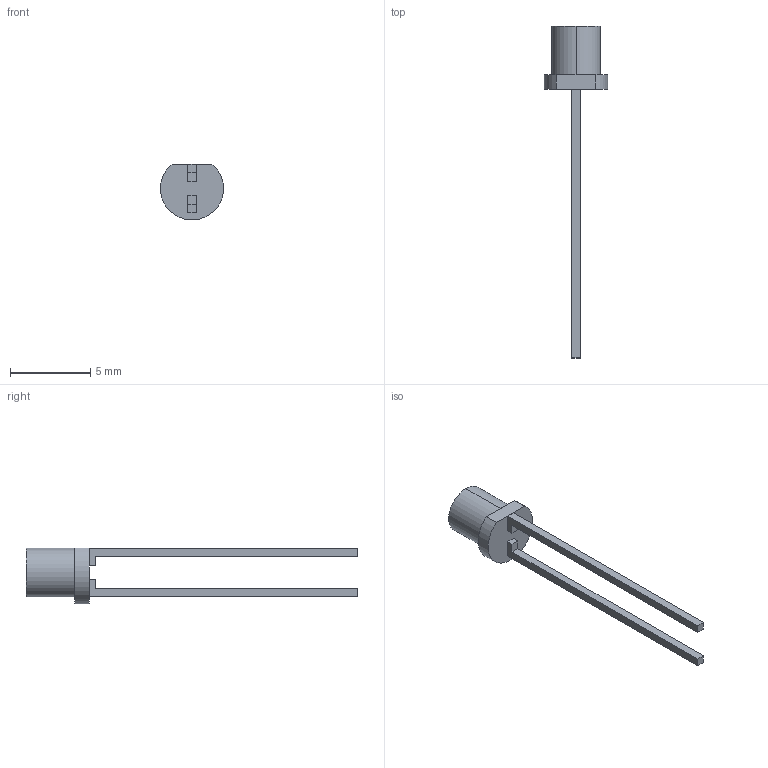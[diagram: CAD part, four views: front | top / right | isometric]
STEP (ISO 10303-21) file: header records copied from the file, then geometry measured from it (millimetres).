
FILE_DESCRIPTION (( 'STEP AP214' ), '1' );
FILE_NAME ('OP506W.STEP', '2019-12-03T16:16:46', ( '' ), ( '' ), 'SwSTEP 2.0', 'SolidWorks 2018', '' );
FILE_SCHEMA (( 'AUTOMOTIVE_DESIGN' ));
Length unit declared in the file: inch
Products named in the file (1): OP506W
Bounding box: 3.93 x 20.7 x 3.49 mm (x, y, z)
Volume: 41.3 mm3; surface area: 134.1 mm2
Topology: 3 solids, 3 shells, 23 faces, 49 edges, 32 vertices
Faces by surface type: plane 20, cylinder 3
Entity records: 974 total; most frequent: CARTESIAN_POINT 105, DIRECTION 103, ORIENTED_EDGE 98, EDGE_CURVE 49, LINE 43, VECTOR 43, VERTEX_POINT 32, AXIS2_PLACEMENT_3D 30
